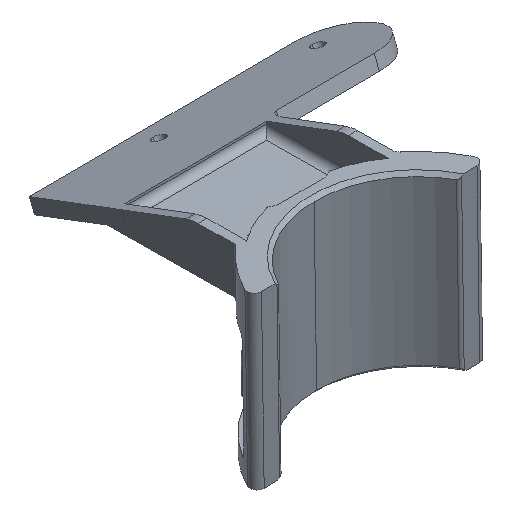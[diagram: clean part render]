
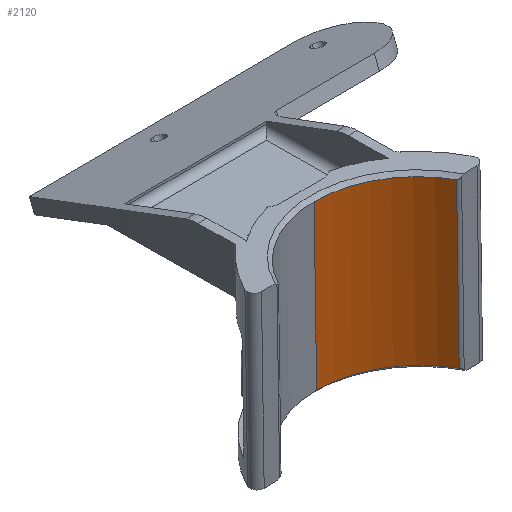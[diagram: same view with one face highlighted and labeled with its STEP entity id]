
A CAD part, isometric view. The second image highlights one B-rep face of the part: STEP entity #2120.
In plain terms, the highlighted cylindrical face has radius 28.6 mm (diameter 57.2 mm), a partial arc.
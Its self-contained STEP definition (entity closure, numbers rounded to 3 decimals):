
#11 = ORIENTED_EDGE ( 'NONE', *, *, #1250, .T. ) ;
#51 = CARTESIAN_POINT ( 'NONE',  ( 0.173, 132.874, -142.723 ) ) ;
#82 = DIRECTION ( 'NONE',  ( -0.005, 0.011, 1. ) ) ;
#166 = CARTESIAN_POINT ( 'NONE',  ( 0.356, 132.472, -179.721 ) ) ;
#230 = CARTESIAN_POINT ( 'NONE',  ( 0.4, 132.374, -188.72 ) ) ;
#566 = DIRECTION ( 'NONE',  ( 0., -1., 0.011 ) ) ;
#664 = EDGE_CURVE ( 'NONE', #2534, #1575, #3494, .T. ) ;
#840 = CARTESIAN_POINT ( 'NONE',  ( 25.599, 145.901, -188.743 ) ) ;
#870 = CIRCLE ( 'NONE', #2704, 28.6 ) ;
#956 = ORIENTED_EDGE ( 'NONE', *, *, #2188, .T. ) ;
#1135 = DIRECTION ( 'NONE',  ( -0.005, 0.011, 1. ) ) ;
#1184 = CARTESIAN_POINT ( 'NONE',  ( 25.554, 145.999, -179.743 ) ) ;
#1250 = EDGE_CURVE ( 'NONE', #2193, #2160, #1453, .T. ) ;
#1265 = CYLINDRICAL_SURFACE ( 'NONE', #3588, 28.6 ) ;
#1285 = DIRECTION ( 'NONE',  ( 0., 1., -0.011 ) ) ;
#1356 = VECTOR ( 'NONE', #1735, 1000. ) ;
#1453 = LINE ( 'NONE', #1184, #2726 ) ;
#1536 = CIRCLE ( 'NONE', #1597, 28.6 ) ;
#1575 = VERTEX_POINT ( 'NONE', #2082 ) ;
#1592 = CARTESIAN_POINT ( 'NONE',  ( 0.173, 161.473, -143.034 ) ) ;
#1597 = AXIS2_PLACEMENT_3D ( 'NONE', #230, #2177, #2738 ) ;
#1634 = EDGE_CURVE ( 'NONE', #1575, #2193, #1536, .T. ) ;
#1735 = DIRECTION ( 'NONE',  ( 0.005, -0.011, -1. ) ) ;
#2082 = CARTESIAN_POINT ( 'NONE',  ( 0.4, 160.972, -189.031 ) ) ;
#2120 = ADVANCED_FACE ( 'NONE', ( #3200 ), #1265, .F. ) ;
#2160 = VERTEX_POINT ( 'NONE', #2830 ) ;
#2177 = DIRECTION ( 'NONE',  ( 0.005, -0.011, -1. ) ) ;
#2188 = EDGE_CURVE ( 'NONE', #2160, #2534, #870, .T. ) ;
#2193 = VERTEX_POINT ( 'NONE', #840 ) ;
#2534 = VERTEX_POINT ( 'NONE', #1592 ) ;
#2624 = CARTESIAN_POINT ( 'NONE',  ( 0.356, 161.07, -180.032 ) ) ;
#2703 = ORIENTED_EDGE ( 'NONE', *, *, #664, .T. ) ;
#2704 = AXIS2_PLACEMENT_3D ( 'NONE', #51, #1135, #566 ) ;
#2726 = VECTOR ( 'NONE', #82, 1000. ) ;
#2738 = DIRECTION ( 'NONE',  ( 0., 1., -0.011 ) ) ;
#2830 = CARTESIAN_POINT ( 'NONE',  ( 25.371, 146.402, -142.746 ) ) ;
#3200 = FACE_OUTER_BOUND ( 'NONE', #3209, .T. ) ;
#3209 = EDGE_LOOP ( 'NONE', ( #956, #2703, #3325, #11 ) ) ;
#3325 = ORIENTED_EDGE ( 'NONE', *, *, #1634, .T. ) ;
#3479 = DIRECTION ( 'NONE',  ( 0.005, -0.011, -1. ) ) ;
#3494 = LINE ( 'NONE', #2624, #1356 ) ;
#3588 = AXIS2_PLACEMENT_3D ( 'NONE', #166, #3479, #1285 ) ;
